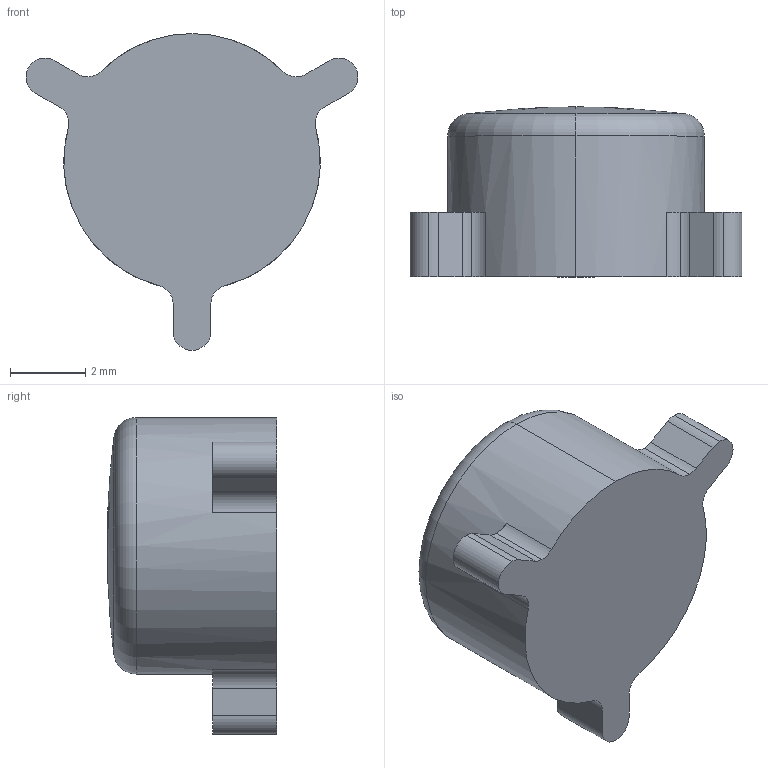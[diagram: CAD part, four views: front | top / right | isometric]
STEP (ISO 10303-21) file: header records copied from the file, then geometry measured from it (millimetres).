
FILE_DESCRIPTION (( 'STEP AP214' ), '1' );
FILE_NAME ('Action Button A - Standard.STEP', '2023-08-06T22:05:46', ( '' ), ( '' ), 'SwSTEP 2.0', 'SolidWorks 2021', '' );
FILE_SCHEMA (( 'AUTOMOTIVE_DESIGN' ));
Length unit declared in the file: millimetre
Products named in the file (1): Action Button A - Standard
Bounding box: 8.79 x 4.5 x 8.4 mm (x, y, z)
Volume: 165.4 mm3; surface area: 184.5 mm2
Topology: 1 solids, 1 shells, 43 faces, 115 edges, 75 vertices
Faces by surface type: plane 22, cylinder 15, sphere 4, torus 2
Entity records: 1400 total; most frequent: DIRECTION 260, CARTESIAN_POINT 234, ORIENTED_EDGE 230, EDGE_CURVE 115, AXIS2_PLACEMENT_3D 101, VERTEX_POINT 75, LINE 58, VECTOR 58
